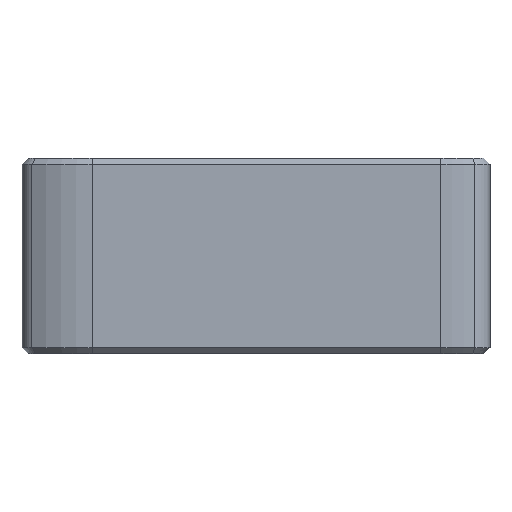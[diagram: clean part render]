
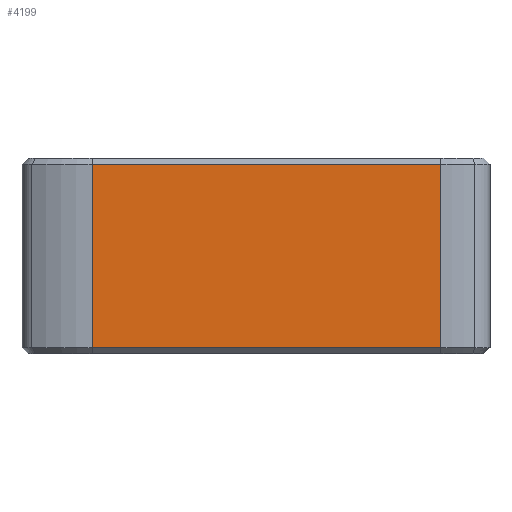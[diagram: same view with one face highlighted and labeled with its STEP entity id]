
A CAD part, front view. The second image highlights one B-rep face of the part: STEP entity #4199.
In plain terms, the highlighted planar face has unit normal (0, -1, 0).
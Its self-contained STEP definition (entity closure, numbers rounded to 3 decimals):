
#436 = CYLINDRICAL_SURFACE('',#437,4.703);
#437 = AXIS2_PLACEMENT_3D('',#438,#439,#440);
#438 = CARTESIAN_POINT('',(0.,0.,0.));
#439 = DIRECTION('',(-0.,-0.,-1.));
#440 = DIRECTION('',(1.,0.,0.));
#915 = PLANE('',#916);
#916 = AXIS2_PLACEMENT_3D('',#917,#918,#919);
#917 = CARTESIAN_POINT('',(14.25,-4.578,0.125));
#918 = DIRECTION('',(0.,-0.707,-0.707));
#919 = DIRECTION('',(1.,-0.,-0.));
#1611 = PLANE('',#1612);
#1612 = AXIS2_PLACEMENT_3D('',#1613,#1614,#1615);
#1613 = CARTESIAN_POINT('',(14.25,-4.578,7.875));
#1614 = DIRECTION('',(0.,0.707,-0.707));
#1615 = DIRECTION('',(1.,-0.,-0.));
#2061 = VERTEX_POINT('',#2062);
#2062 = CARTESIAN_POINT('',(0.,-4.703,7.75));
#2084 = EDGE_CURVE('',#2085,#2061,#2087,.T.);
#2085 = VERTEX_POINT('',#2086);
#2086 = CARTESIAN_POINT('',(0.,-4.703,0.25));
#2087 = SURFACE_CURVE('',#2088,(#2092,#2099),.PCURVE_S1.);
#2088 = LINE('',#2089,#2090);
#2089 = CARTESIAN_POINT('',(0.,-4.703,0.));
#2090 = VECTOR('',#2091,1.);
#2091 = DIRECTION('',(0.,0.,1.));
#2092 = PCURVE('',#436,#2093);
#2093 = DEFINITIONAL_REPRESENTATION('',(#2094),#2098);
#2094 = LINE('',#2095,#2096);
#2095 = CARTESIAN_POINT('',(-4.712,0.));
#2096 = VECTOR('',#2097,1.);
#2097 = DIRECTION('',(-0.,-1.));
#2098 = ( GEOMETRIC_REPRESENTATION_CONTEXT(2) 
PARAMETRIC_REPRESENTATION_CONTEXT() REPRESENTATION_CONTEXT('2D SPACE',''
  ) );
#2099 = PCURVE('',#2100,#2105);
#2100 = PLANE('',#2101);
#2101 = AXIS2_PLACEMENT_3D('',#2102,#2103,#2104);
#2102 = CARTESIAN_POINT('',(0.,-4.703,0.));
#2103 = DIRECTION('',(0.,1.,0.));
#2104 = DIRECTION('',(1.,0.,0.));
#2105 = DEFINITIONAL_REPRESENTATION('',(#2106),#2110);
#2106 = LINE('',#2107,#2108);
#2107 = CARTESIAN_POINT('',(0.,0.));
#2108 = VECTOR('',#2109,1.);
#2109 = DIRECTION('',(0.,-1.));
#2110 = ( GEOMETRIC_REPRESENTATION_CONTEXT(2) 
PARAMETRIC_REPRESENTATION_CONTEXT() REPRESENTATION_CONTEXT('2D SPACE',''
  ) );
#2921 = VERTEX_POINT('',#2922);
#2922 = CARTESIAN_POINT('',(14.25,-4.703,0.25));
#2945 = EDGE_CURVE('',#2921,#2085,#2946,.T.);
#2946 = SURFACE_CURVE('',#2947,(#2951,#2958),.PCURVE_S1.);
#2947 = LINE('',#2948,#2949);
#2948 = CARTESIAN_POINT('',(14.25,-4.703,0.25));
#2949 = VECTOR('',#2950,1.);
#2950 = DIRECTION('',(-1.,-0.,-0.));
#2951 = PCURVE('',#915,#2952);
#2952 = DEFINITIONAL_REPRESENTATION('',(#2953),#2957);
#2953 = LINE('',#2954,#2955);
#2954 = CARTESIAN_POINT('',(-0.,0.177));
#2955 = VECTOR('',#2956,1.);
#2956 = DIRECTION('',(-1.,0.));
#2957 = ( GEOMETRIC_REPRESENTATION_CONTEXT(2) 
PARAMETRIC_REPRESENTATION_CONTEXT() REPRESENTATION_CONTEXT('2D SPACE',''
  ) );
#2958 = PCURVE('',#2100,#2959);
#2959 = DEFINITIONAL_REPRESENTATION('',(#2960),#2964);
#2960 = LINE('',#2961,#2962);
#2961 = CARTESIAN_POINT('',(14.25,-0.25));
#2962 = VECTOR('',#2963,1.);
#2963 = DIRECTION('',(-1.,0.));
#2964 = ( GEOMETRIC_REPRESENTATION_CONTEXT(2) 
PARAMETRIC_REPRESENTATION_CONTEXT() REPRESENTATION_CONTEXT('2D SPACE',''
  ) );
#3064 = CYLINDRICAL_SURFACE('',#3065,4.703);
#3065 = AXIS2_PLACEMENT_3D('',#3066,#3067,#3068);
#3066 = CARTESIAN_POINT('',(14.25,0.,0.));
#3067 = DIRECTION('',(-0.,-0.,-1.));
#3068 = DIRECTION('',(1.,0.,0.));
#3878 = VERTEX_POINT('',#3879);
#3879 = CARTESIAN_POINT('',(14.25,-4.703,7.75));
#3902 = EDGE_CURVE('',#3878,#2061,#3903,.T.);
#3903 = SURFACE_CURVE('',#3904,(#3908,#3915),.PCURVE_S1.);
#3904 = LINE('',#3905,#3906);
#3905 = CARTESIAN_POINT('',(14.25,-4.703,7.75));
#3906 = VECTOR('',#3907,1.);
#3907 = DIRECTION('',(-1.,-0.,-0.));
#3908 = PCURVE('',#1611,#3909);
#3909 = DEFINITIONAL_REPRESENTATION('',(#3910),#3914);
#3910 = LINE('',#3911,#3912);
#3911 = CARTESIAN_POINT('',(0.,0.177));
#3912 = VECTOR('',#3913,1.);
#3913 = DIRECTION('',(-1.,0.));
#3914 = ( GEOMETRIC_REPRESENTATION_CONTEXT(2) 
PARAMETRIC_REPRESENTATION_CONTEXT() REPRESENTATION_CONTEXT('2D SPACE',''
  ) );
#3915 = PCURVE('',#2100,#3916);
#3916 = DEFINITIONAL_REPRESENTATION('',(#3917),#3921);
#3917 = LINE('',#3918,#3919);
#3918 = CARTESIAN_POINT('',(14.25,-7.75));
#3919 = VECTOR('',#3920,1.);
#3920 = DIRECTION('',(-1.,0.));
#3921 = ( GEOMETRIC_REPRESENTATION_CONTEXT(2) 
PARAMETRIC_REPRESENTATION_CONTEXT() REPRESENTATION_CONTEXT('2D SPACE',''
  ) );
#4199 = ADVANCED_FACE('',(#4200),#2100,.F.);
#4200 = FACE_BOUND('',#4201,.F.);
#4201 = EDGE_LOOP('',(#4202,#4203,#4204,#4225));
#4202 = ORIENTED_EDGE('',*,*,#2084,.T.);
#4203 = ORIENTED_EDGE('',*,*,#3902,.F.);
#4204 = ORIENTED_EDGE('',*,*,#4205,.F.);
#4205 = EDGE_CURVE('',#2921,#3878,#4206,.T.);
#4206 = SURFACE_CURVE('',#4207,(#4211,#4218),.PCURVE_S1.);
#4207 = LINE('',#4208,#4209);
#4208 = CARTESIAN_POINT('',(14.25,-4.703,0.));
#4209 = VECTOR('',#4210,1.);
#4210 = DIRECTION('',(0.,0.,1.));
#4211 = PCURVE('',#2100,#4212);
#4212 = DEFINITIONAL_REPRESENTATION('',(#4213),#4217);
#4213 = LINE('',#4214,#4215);
#4214 = CARTESIAN_POINT('',(14.25,0.));
#4215 = VECTOR('',#4216,1.);
#4216 = DIRECTION('',(0.,-1.));
#4217 = ( GEOMETRIC_REPRESENTATION_CONTEXT(2) 
PARAMETRIC_REPRESENTATION_CONTEXT() REPRESENTATION_CONTEXT('2D SPACE',''
  ) );
#4218 = PCURVE('',#3064,#4219);
#4219 = DEFINITIONAL_REPRESENTATION('',(#4220),#4224);
#4220 = LINE('',#4221,#4222);
#4221 = CARTESIAN_POINT('',(-4.712,0.));
#4222 = VECTOR('',#4223,1.);
#4223 = DIRECTION('',(-0.,-1.));
#4224 = ( GEOMETRIC_REPRESENTATION_CONTEXT(2) 
PARAMETRIC_REPRESENTATION_CONTEXT() REPRESENTATION_CONTEXT('2D SPACE',''
  ) );
#4225 = ORIENTED_EDGE('',*,*,#2945,.T.);
